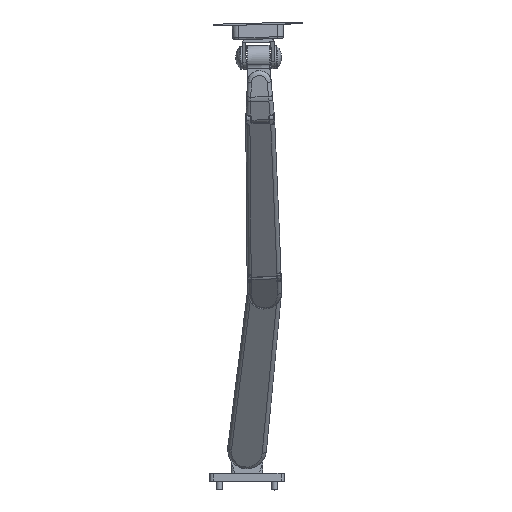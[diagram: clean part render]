
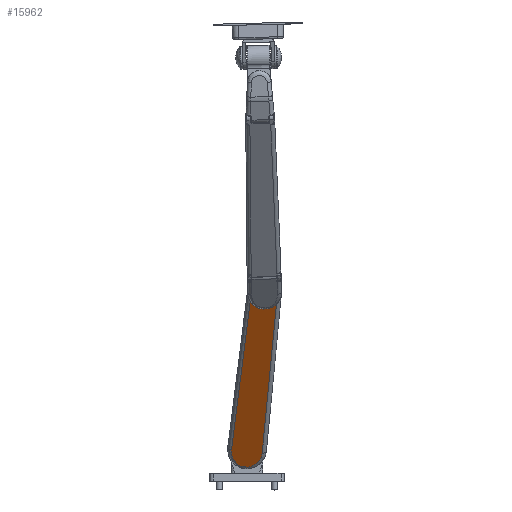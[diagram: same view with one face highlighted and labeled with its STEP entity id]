
A CAD part, top view. The second image highlights one B-rep face of the part: STEP entity #15962.
In plain terms, the highlighted face is planar.
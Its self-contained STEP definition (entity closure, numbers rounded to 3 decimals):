
#235=ELLIPSE('',#18207,26.247,21.5);
#832=B_SPLINE_CURVE_WITH_KNOTS('',3,(#59010,#59011,#59012,#59013,#59014,
#59015,#59016,#59017,#59018,#59019,#59020,#59021,#59022,#59023,#59024,#59025,
#59026,#59027,#59028,#59029,#59030,#59031,#59032,#59033,#59034,#59035,#59036,
#59037,#59038,#59039,#59040,#59041,#59042,#59043,#59044,#59045,#59046,#59047,
#59048,#59049,#59050),.UNSPECIFIED.,.F.,.F.,(4,1,2,2,2,2,2,2,2,2,2,2,2,
2,2,2,2,2,2,2,4),(0.,0.063,0.124,0.125,
0.156,0.172,0.195,0.203,
0.248,0.25,0.371,0.375,
0.496,0.5,0.621,0.625,
0.742,0.75,0.859,0.875,
1.),.UNSPECIFIED.);
#833=B_SPLINE_CURVE_WITH_KNOTS('',3,(#59053,#59054,#59055,#59056,#59057,
#59058,#59059,#59060,#59061,#59062,#59063,#59064,#59065,#59066,#59067,#59068,
#59069,#59070,#59071,#59072,#59073,#59074,#59075,#59076,#59077,#59078,#59079,
#59080,#59081,#59082,#59083,#59084,#59085,#59086,#59087,#59088,#59089,#59090,
#59091,#59092,#59093,#59094,#59095,#59096),.UNSPECIFIED.,.F.,.F.,(4,2,2,
2,2,2,2,2,2,2,2,2,2,2,2,2,2,2,2,2,2,4),(0.,0.123,0.125,
0.18,0.188,0.242,0.25,
0.371,0.375,0.492,0.5,
0.617,0.625,0.68,0.688,
0.742,0.75,0.809,0.813,
0.867,0.875,1.),.UNSPECIFIED.);
#1240=PLANE('',#18241);
#2639=FACE_OUTER_BOUND('',#3655,.T.);
#3655=EDGE_LOOP('',(#14937,#14938,#14939,#14940,#14941));
#4527=LINE('',#57593,#5406);
#4542=LINE('',#59052,#5421);
#5406=VECTOR('',#22760,1000.);
#5421=VECTOR('',#22855,1000.);
#7812=VERTEX_POINT('',#57591);
#7813=VERTEX_POINT('',#57592);
#7827=VERTEX_POINT('',#58227);
#7858=VERTEX_POINT('',#59009);
#7859=VERTEX_POINT('',#59051);
#10160=EDGE_CURVE('',#7812,#7813,#4527,.T.);
#10176=EDGE_CURVE('',#7827,#7812,#235,.T.);
#10224=EDGE_CURVE('',#7858,#7813,#832,.T.);
#10225=EDGE_CURVE('',#7827,#7859,#4542,.T.);
#10226=EDGE_CURVE('',#7859,#7858,#833,.T.);
#14937=ORIENTED_EDGE('',*,*,#10224,.T.);
#14938=ORIENTED_EDGE('',*,*,#10160,.F.);
#14939=ORIENTED_EDGE('',*,*,#10176,.F.);
#14940=ORIENTED_EDGE('',*,*,#10225,.T.);
#14941=ORIENTED_EDGE('',*,*,#10226,.T.);
#15962=ADVANCED_FACE('',(#2639),#1240,.T.);
#18207=AXIS2_PLACEMENT_3D('',#58240,#22773,#22774);
#18241=AXIS2_PLACEMENT_3D('',#59008,#22853,#22854);
#22760=DIRECTION('',(0.011,-0.819,-0.574));
#22773=DIRECTION('center_axis',(-0.001,-0.574,
0.819));
#22774=DIRECTION('ref_axis',(0.001,0.819,0.574));
#22853=DIRECTION('center_axis',(-0.001,-0.574,
0.819));
#22854=DIRECTION('ref_axis',(0.,-0.819,-0.574));
#22855=DIRECTION('',(-0.013,-0.819,-0.574));
#57591=CARTESIAN_POINT('',(16.903,245.391,519.486));
#57592=CARTESIAN_POINT('',(19.495,56.399,387.155));
#57593=CARTESIAN_POINT('',(24.232,-289.085,145.249));
#58227=CARTESIAN_POINT('',(-16.422,245.434,519.486));
#58240=CARTESIAN_POINT('Origin',(0.258,259.,529.));
#59008=CARTESIAN_POINT('Origin',(-22.745,259.03,529.));
#59009=CARTESIAN_POINT('',(-0.029,36.632,373.296));
#59010=CARTESIAN_POINT('Ctrl Pts',(-0.029,36.632,
373.296));
#59011=CARTESIAN_POINT('Ctrl Pts',(0.671,36.631,373.296));
#59012=CARTESIAN_POINT('Ctrl Pts',(2.058,36.706,373.35));
#59013=CARTESIAN_POINT('Ctrl Pts',(3.443,36.932,373.509));
#59014=CARTESIAN_POINT('Ctrl Pts',(4.141,37.084,373.616));
#59015=CARTESIAN_POINT('Ctrl Pts',(4.153,37.086,373.618));
#59016=CARTESIAN_POINT('Ctrl Pts',(4.476,37.157,373.668));
#59017=CARTESIAN_POINT('Ctrl Pts',(4.797,37.236,373.724));
#59018=CARTESIAN_POINT('Ctrl Pts',(5.29,37.37,373.818));
#59019=CARTESIAN_POINT('Ctrl Pts',(5.46,37.419,373.852));
#59020=CARTESIAN_POINT('Ctrl Pts',(5.876,37.543,373.939));
#59021=CARTESIAN_POINT('Ctrl Pts',(6.12,37.621,373.995));
#59022=CARTESIAN_POINT('Ctrl Pts',(6.441,37.731,374.072));
#59023=CARTESIAN_POINT('Ctrl Pts',(6.528,37.762,374.093));
#59024=CARTESIAN_POINT('Ctrl Pts',(7.097,37.966,374.237));
#59025=CARTESIAN_POINT('Ctrl Pts',(7.573,38.158,374.372));
#59026=CARTESIAN_POINT('Ctrl Pts',(8.059,38.377,374.525));
#59027=CARTESIAN_POINT('Ctrl Pts',(8.08,38.387,374.532));
#59028=CARTESIAN_POINT('Ctrl Pts',(9.28,38.933,374.916));
#59029=CARTESIAN_POINT('Ctrl Pts',(10.4,39.588,375.375));
#59030=CARTESIAN_POINT('Ctrl Pts',(11.495,40.385,375.934));
#59031=CARTESIAN_POINT('Ctrl Pts',(11.531,40.411,375.953));
#59032=CARTESIAN_POINT('Ctrl Pts',(12.58,41.185,376.496));
#59033=CARTESIAN_POINT('Ctrl Pts',(13.515,42.024,377.084));
#59034=CARTESIAN_POINT('Ctrl Pts',(14.396,42.983,377.756));
#59035=CARTESIAN_POINT('Ctrl Pts',(14.424,43.014,377.778));
#59036=CARTESIAN_POINT('Ctrl Pts',(15.271,43.946,378.432));
#59037=CARTESIAN_POINT('Ctrl Pts',(15.998,44.917,379.112));
#59038=CARTESIAN_POINT('Ctrl Pts',(16.654,45.988,379.862));
#59039=CARTESIAN_POINT('Ctrl Pts',(16.675,46.022,379.886));
#59040=CARTESIAN_POINT('Ctrl Pts',(17.288,47.037,380.598));
#59041=CARTESIAN_POINT('Ctrl Pts',(17.79,48.065,381.318));
#59042=CARTESIAN_POINT('Ctrl Pts',(18.229,49.21,382.12));
#59043=CARTESIAN_POINT('Ctrl Pts',(18.257,49.283,382.171));
#59044=CARTESIAN_POINT('Ctrl Pts',(18.649,50.343,382.914));
#59045=CARTESIAN_POINT('Ctrl Pts',(18.933,51.356,383.623));
#59046=CARTESIAN_POINT('Ctrl Pts',(19.164,52.54,384.452));
#59047=CARTESIAN_POINT('Ctrl Pts',(19.191,52.689,384.557));
#59048=CARTESIAN_POINT('Ctrl Pts',(19.418,54.017,385.487));
#59049=CARTESIAN_POINT('Ctrl Pts',(19.511,55.205,386.319));
#59050=CARTESIAN_POINT('Ctrl Pts',(19.495,56.399,387.155));
#59051=CARTESIAN_POINT('',(-19.501,56.45,387.155));
#59052=CARTESIAN_POINT('',(-16.422,245.434,519.486));
#59053=CARTESIAN_POINT('Ctrl Pts',(-19.501,56.45,387.155));
#59054=CARTESIAN_POINT('Ctrl Pts',(-19.524,55.021,386.155));
#59055=CARTESIAN_POINT('Ctrl Pts',(-19.393,53.609,385.166));
#59056=CARTESIAN_POINT('Ctrl Pts',(-19.102,52.19,384.173));
#59057=CARTESIAN_POINT('Ctrl Pts',(-19.097,52.167,384.157));
#59058=CARTESIAN_POINT('Ctrl Pts',(-18.969,51.553,383.727));
#59059=CARTESIAN_POINT('Ctrl Pts',(-18.817,50.965,383.315));
#59060=CARTESIAN_POINT('Ctrl Pts',(-18.611,50.297,382.848));
#59061=CARTESIAN_POINT('Ctrl Pts',(-18.585,50.213,382.789));
#59062=CARTESIAN_POINT('Ctrl Pts',(-18.373,49.556,382.329));
#59063=CARTESIAN_POINT('Ctrl Pts',(-18.163,48.995,381.937));
#59064=CARTESIAN_POINT('Ctrl Pts',(-17.895,48.369,381.499));
#59065=CARTESIAN_POINT('Ctrl Pts',(-17.861,48.29,381.443));
#59066=CARTESIAN_POINT('Ctrl Pts',(-17.305,47.036,380.566));
#59067=CARTESIAN_POINT('Ctrl Pts',(-16.662,45.912,379.779));
#59068=CARTESIAN_POINT('Ctrl Pts',(-15.875,44.807,379.006));
#59069=CARTESIAN_POINT('Ctrl Pts',(-15.85,44.771,378.981));
#59070=CARTESIAN_POINT('Ctrl Pts',(-15.102,43.736,378.257));
#59071=CARTESIAN_POINT('Ctrl Pts',(-14.297,42.814,377.612));
#59072=CARTESIAN_POINT('Ctrl Pts',(-13.351,41.918,376.986));
#59073=CARTESIAN_POINT('Ctrl Pts',(-13.291,41.862,376.946));
#59074=CARTESIAN_POINT('Ctrl Pts',(-12.349,40.992,376.338));
#59075=CARTESIAN_POINT('Ctrl Pts',(-11.405,40.267,375.831));
#59076=CARTESIAN_POINT('Ctrl Pts',(-10.332,39.592,375.359));
#59077=CARTESIAN_POINT('Ctrl Pts',(-10.263,39.549,375.33));
#59078=CARTESIAN_POINT('Ctrl Pts',(-9.734,39.225,375.103));
#59079=CARTESIAN_POINT('Ctrl Pts',(-9.253,38.958,374.917));
#59080=CARTESIAN_POINT('Ctrl Pts',(-8.682,38.672,374.717));
#59081=CARTESIAN_POINT('Ctrl Pts',(-8.609,38.636,374.692));
#59082=CARTESIAN_POINT('Ctrl Pts',(-8.043,38.361,374.5));
#59083=CARTESIAN_POINT('Ctrl Pts',(-7.546,38.145,374.349));
#59084=CARTESIAN_POINT('Ctrl Pts',(-6.977,37.924,374.195));
#59085=CARTESIAN_POINT('Ctrl Pts',(-6.903,37.896,374.175));
#59086=CARTESIAN_POINT('Ctrl Pts',(-6.314,37.677,374.022));
#59087=CARTESIAN_POINT('Ctrl Pts',(-5.775,37.503,373.901));
#59088=CARTESIAN_POINT('Ctrl Pts',(-5.182,37.339,373.786));
#59089=CARTESIAN_POINT('Ctrl Pts',(-5.143,37.328,373.779));
#59090=CARTESIAN_POINT('Ctrl Pts',(-4.603,37.182,373.677));
#59091=CARTESIAN_POINT('Ctrl Pts',(-4.099,37.067,373.597));
#59092=CARTESIAN_POINT('Ctrl Pts',(-3.524,36.958,373.521));
#59093=CARTESIAN_POINT('Ctrl Pts',(-3.45,36.944,373.512));
#59094=CARTESIAN_POINT('Ctrl Pts',(-2.264,36.734,373.366));
#59095=CARTESIAN_POINT('Ctrl Pts',(-1.146,36.634,373.297));
#59096=CARTESIAN_POINT('Ctrl Pts',(-0.029,36.632,
373.296));
